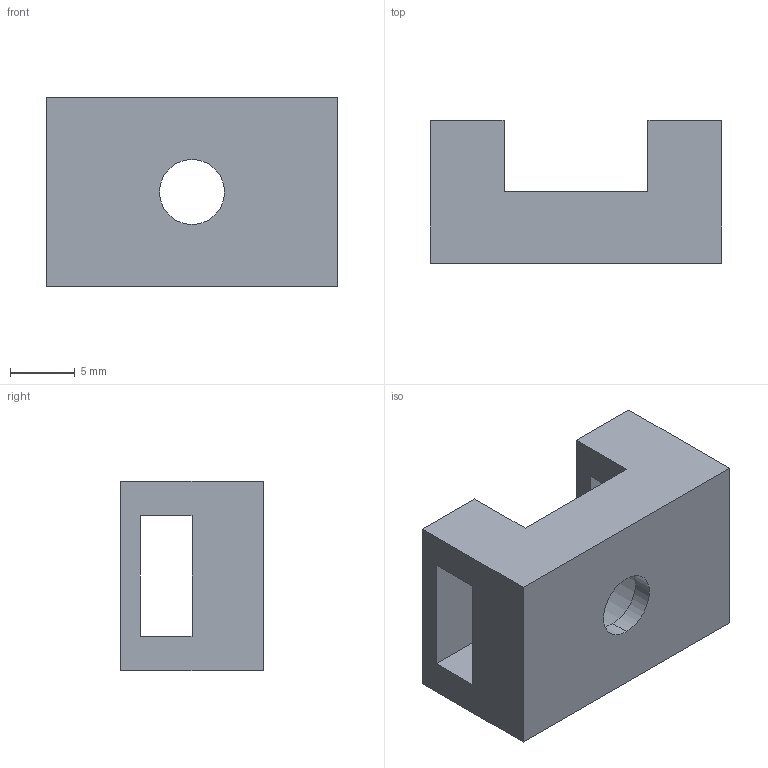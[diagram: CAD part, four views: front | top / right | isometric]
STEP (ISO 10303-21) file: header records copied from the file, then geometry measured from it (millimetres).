
FILE_DESCRIPTION(('SolidDesigner STEP Export'),'2;1');
FILE_NAME('3240705_WT_BASE_HF_9_BK-select.stp','2017-02-21T13:43:22',(''),(''),'Creo Elements/Direct Modeling STEP processor for AP214 (Solid Model)','Creo Elements/Direct Modeling 18.1G 27-Feb-2015 (C) Parametric Technology GmbH','');
FILE_SCHEMA(('AUTOMOTIVE_DESIGN { 1 0 10303 214 1 1 1 1 }'));
Length unit declared in the file: millimetre
Products named in the file (2): 3240705_WT_BASE_HF_9_BK-select
Assembly tree (1 placements, depth 2):
  3240705_WT_BASE_HF_9_BK-select
    3240705_WT_BASE_HF_9_BK-select
Bounding box: 22.5 x 11 x 14.6 mm (x, y, z)
Volume: 2008.5 mm3; surface area: 1764.8 mm2
Topology: 1 solids, 1 shells, 21 faces, 60 edges, 40 vertices
Faces by surface type: plane 17, cylinder 4
Entity records: 667 total; most frequent: ORIENTED_EDGE 120, CARTESIAN_POINT 107, DIRECTION 90, EDGE_CURVE 60, VECTOR 44, LINE 44, VERTEX_POINT 40, EDGE_LOOP 26
